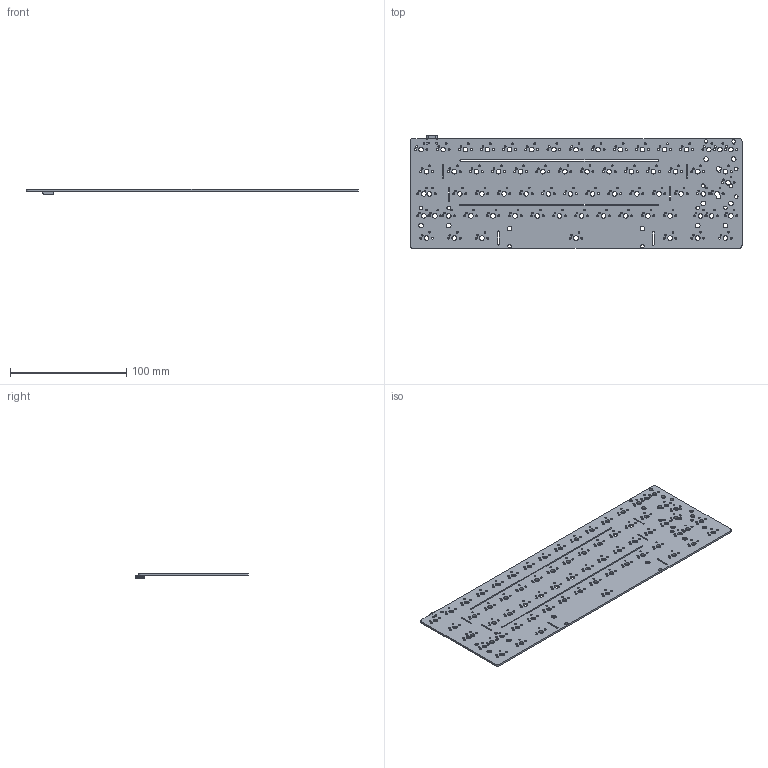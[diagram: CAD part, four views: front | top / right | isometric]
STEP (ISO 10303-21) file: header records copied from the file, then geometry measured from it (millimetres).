
FILE_DESCRIPTION(('KiCad electronic assembly'),'2;1');
FILE_NAME('prophet.step','2019-05-17T17:29:57',('An Author'),( 'A Company'),'Open CASCADE STEP processor 6.9', 'KiCad to STEP converter','Unknown');
FILE_SCHEMA(('AUTOMOTIVE_DESIGN { 1 0 10303 214 1 1 1 1 }'));
Length unit declared in the file: millimetre
Products named in the file (4): Open CASCADE STEP translator 6.9 1; HRO__TYPE-C-31-M-12; SOLID; COMPOUND
Assembly tree (3 placements, depth 3):
  Open CASCADE STEP translator 6.9 1
    HRO__TYPE-C-31-M-12
      SOLID
    COMPOUND
Bounding box: 285.75 x 96.84 x 4.86 mm (x, y, z)
Volume: 39954.7 mm3; surface area: 56812.8 mm2
Topology: 2 solids, 2 shells, 580 faces, 1696 edges, 1124 vertices
Faces by surface type: cylinder 434, plane 136, cone 10
Full cylindrical faces by diameter (mm): 0.5 x2, 0.65 x2, 1.47 x135, 1.75 x123, 3.048 x10, 3.988 x76
Entity records: 44758 total; most frequent: CARTESIAN_POINT 8640, DIRECTION 6986, ORIENTED_EDGE 3392, PCURVE 3392, DEFINITIONAL_REPRESENTATION 3392, LINE 3194, VECTOR 3194, CIRCLE 1732
